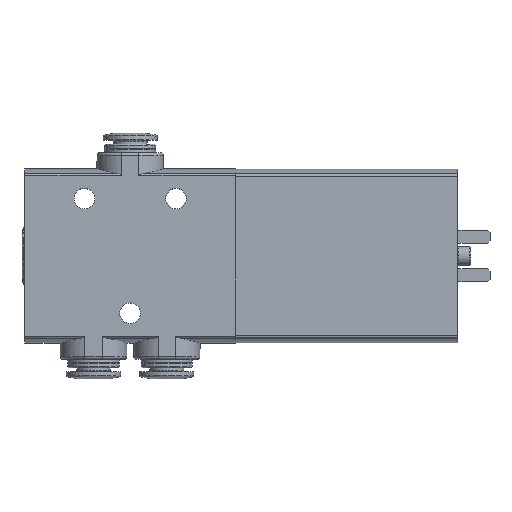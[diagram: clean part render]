
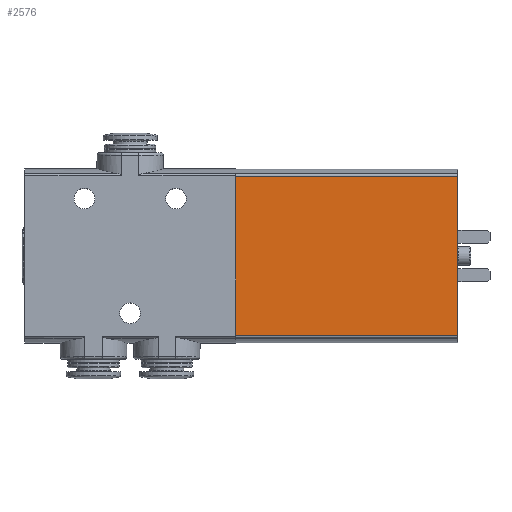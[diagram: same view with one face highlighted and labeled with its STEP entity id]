
A CAD part, top view. The second image highlights one B-rep face of the part: STEP entity #2576.
In plain terms, the highlighted planar face has unit normal (0, 0, 1).
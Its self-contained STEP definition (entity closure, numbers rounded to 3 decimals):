
#60=PLANE('',#2750);
#444=ORIENTED_EDGE('',*,*,#792,.T.);
#445=ORIENTED_EDGE('',*,*,#800,.F.);
#446=ORIENTED_EDGE('',*,*,#776,.F.);
#447=ORIENTED_EDGE('',*,*,#793,.T.);
#776=EDGE_CURVE('',#969,#970,#1108,.T.);
#792=EDGE_CURVE('',#979,#985,#1111,.T.);
#793=EDGE_CURVE('',#969,#979,#1112,.T.);
#800=EDGE_CURVE('',#970,#985,#1119,.T.);
#969=VERTEX_POINT('',#3762);
#970=VERTEX_POINT('',#3764);
#979=VERTEX_POINT('',#3784);
#985=VERTEX_POINT('',#3796);
#1108=LINE('',#3763,#1204);
#1111=LINE('',#3797,#1207);
#1112=LINE('',#3799,#1208);
#1119=LINE('',#3812,#1215);
#1204=VECTOR('',#3068,1000.);
#1207=VECTOR('',#3101,1000.);
#1208=VECTOR('',#3104,1000.);
#1215=VECTOR('',#3123,1000.);
#1299=EDGE_LOOP('',(#444,#445,#446,#447));
#1489=FACE_BOUND('',#1299,.T.);
#2576=ADVANCED_FACE('',(#1489),#60,.F.);
#2750=AXIS2_PLACEMENT_3D('',#3813,#3124,#3125);
#3068=DIRECTION('',(0.,-1.,0.));
#3101=DIRECTION('',(0.,-1.,0.));
#3104=DIRECTION('',(-1.,0.,0.));
#3123=DIRECTION('',(-1.,0.,0.));
#3124=DIRECTION('',(0.,0.,-1.));
#3125=DIRECTION('',(-1.,0.,0.));
#3762=CARTESIAN_POINT('',(94.5,36.425,6.9));
#3763=CARTESIAN_POINT('',(94.5,36.425,6.9));
#3764=CARTESIAN_POINT('',(94.5,1.575,6.9));
#3784=CARTESIAN_POINT('',(46.,36.425,6.9));
#3796=CARTESIAN_POINT('',(46.,1.575,6.9));
#3797=CARTESIAN_POINT('',(46.,36.425,6.9));
#3799=CARTESIAN_POINT('',(94.5,36.425,6.9));
#3812=CARTESIAN_POINT('',(94.5,1.575,6.9));
#3813=CARTESIAN_POINT('',(94.5,36.425,6.9));
